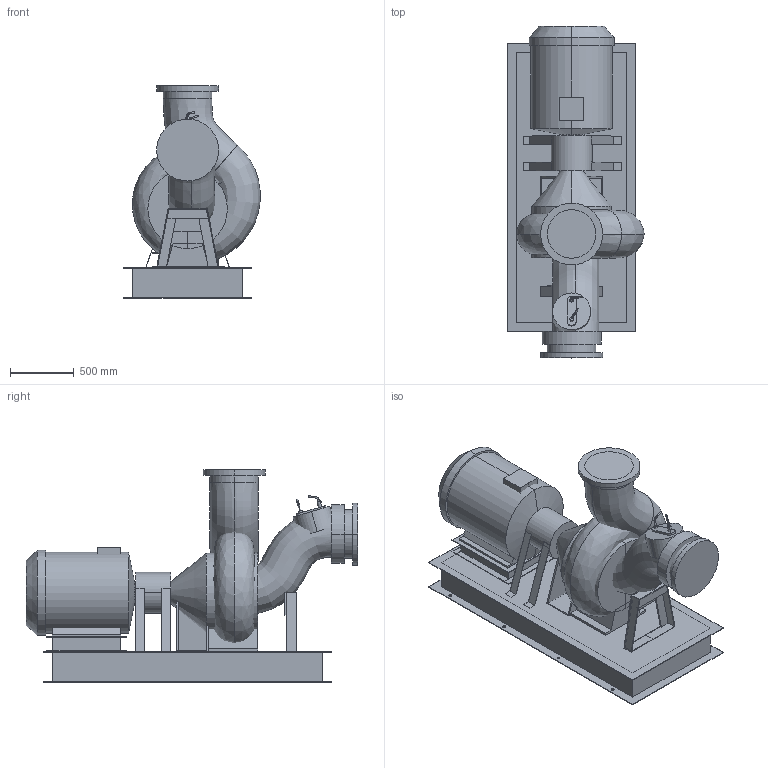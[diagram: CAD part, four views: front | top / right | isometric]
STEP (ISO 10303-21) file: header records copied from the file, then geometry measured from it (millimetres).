
FILE_DESCRIPTION(/* description */ (''),/* implementation_level */ '2;1');
FILE_NAME(/* name */ 'Насос Иртыш НС2 300-457-457-22-8-400_Q=500м3-ч.stp',/* time_stamp */ '2024-11-11T12:39:08+03:00',/* author */ ('a.zyazeva'),/* organization */ (''),/* preprocessor_version */ 'ST-DEVELOPER v18.1',/* originating_system */ 'Autodesk Inventor 2022',/* authorisation */ '');
FILE_SCHEMA (('AUTOMOTIVE_DESIGN { 1 0 10303 214 3 1 1 }'));
Length unit declared in the file: millimetre
Products named in the file (1): Насос Иртыш НС2
 300-457-457-22-8-400_Q=500м3-ч
Bounding box: 1068.37 x 2600 x 1663 mm (x, y, z)
Volume: 1412531202.4 mm3; surface area: 23378698.9 mm2
Topology: 35 solids, 35 shells, 299 faces, 636 edges, 410 vertices
Faces by surface type: plane 217, cylinder 64, bspline 8, cone 6, torus 4
Entity records: 12522 total; most frequent: CARTESIAN_POINT 6001, DIRECTION 1298, ORIENTED_EDGE 1272, EDGE_CURVE 636, LINE 470, VECTOR 470, AXIS2_PLACEMENT_3D 414, VERTEX_POINT 410
